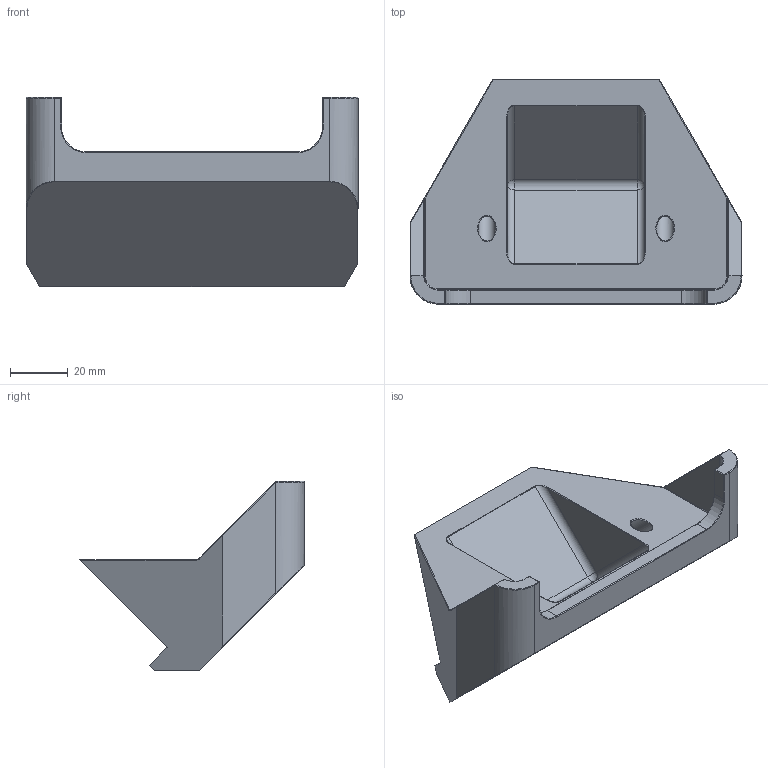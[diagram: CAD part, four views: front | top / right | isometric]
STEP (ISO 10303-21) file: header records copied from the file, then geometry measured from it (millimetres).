
FILE_DESCRIPTION(/* description */ (''),/* implementation_level */ '2;1');
FILE_NAME(/* name */ 'esun_ebox_holder_front.stp',/* time_stamp */ '2024-09-16T15:59:57+08:00',/* author */ ('user'),/* organization */ (''),/* preprocessor_version */ 'ST-DEVELOPER v20',/* originating_system */ 'Autodesk Inventor 2024',/* authorisation */ '');
FILE_SCHEMA (('AUTOMOTIVE_DESIGN { 1 0 10303 214 3 1 1 }'));
Length unit declared in the file: millimetre
Products named in the file (1): esun_ebox_holder_front
Bounding box: 114.5 x 77.33 x 65.25 mm (x, y, z)
Volume: 137463.3 mm3; surface area: 30846.7 mm2
Topology: 1 solids, 1 shells, 141 faces, 340 edges, 204 vertices
Faces by surface type: bspline 48, cylinder 48, plane 27, torus 12, sphere 6
Full cylindrical faces by diameter (mm): 3 x2, 5.9 x2
Entity records: 19931 total; most frequent: CARTESIAN_POINT 16788, ORIENTED_EDGE 680, DIRECTION 600, EDGE_CURVE 340, AXIS2_PLACEMENT_3D 246, VERTEX_POINT 204, EDGE_LOOP 148, FACE_OUTER_BOUND 141
